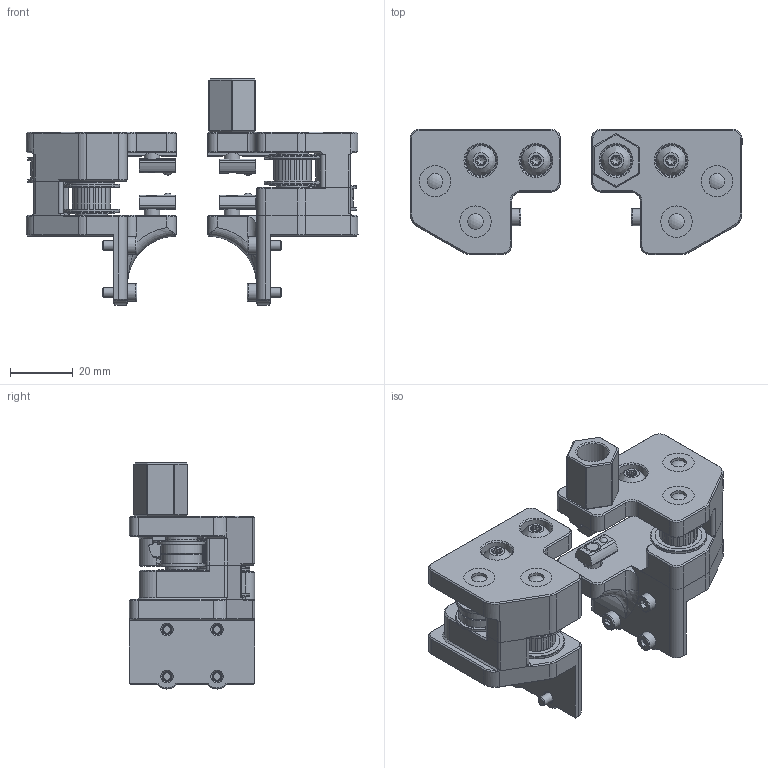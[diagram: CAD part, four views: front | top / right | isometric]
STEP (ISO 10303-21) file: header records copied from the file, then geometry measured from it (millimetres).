
FILE_DESCRIPTION(/* description */ (''),/* implementation_level */ '2;1');
FILE_NAME(/* name */ 'xy_joint_V4_5mm_pin v2.step',/* time_stamp */ '2021-03-25T14:33:08-07:00',/* author */ (''),/* organization */ (''),/* preprocessor_version */ 'ST-DEVELOPER v18.1',/* originating_system */ 'Autodesk Translation Framework v9.10.0.1330',/* authorisation */ '');
FILE_SCHEMA (('AUTOMOTIVE_DESIGN { 1 0 10303 214 3 1 1 }'));
Length unit declared in the file: millimetre
Products named in the file (35): xy_joint_V4_5mm_pin; ass-xy-join-left_v4_no_nuts <1>; xy-join_left_top_v4_not_nut; xy-join_left_bottom_v4_not_nut; ass_M5x10_plus_nut <2>; ass_m5x10_nut <1>; ass_M5x10_plus_nut <1>; ass_m5x10_nut <1> (1); ass_M5x10_plus_nut <3>; ass_m5x10_nut <1> (2); xy-join_left_middle_v4_not_nut; as_idler_left_v4 <1>; ass-xy-join-right_v4_no_nuts <1>; xy-join_right_bottom_v4_not_nut; ass_M5x10_plus_nut <2> (1); ass_m5x10_nut <1> (3); xy-join_endstop_block_v4; ass_M5x20_plus_nut <1>; M5x20; xy-join_right_top_v4_not_nut; xy-join_right_middle_v4_not_nut; ass_M5x10_plus_nut <1> (1); ass_m5x10_nut <1> (4); ISO 7380-1 M5x10; M5-T-Nut; as_idler_left_v4 <1> (1); 2GT 6MM Toothed Idler v1; Powge - 2GT-20T-idler; DIN 988 5x10x0.5 Shim Ring; DIN 912 M3x20; DIN 912 M3x8; M2x12 self tapping screw for plastic; F695-2RS; DIN 988 5x10x1 Shim Ring; 91595A376_32mm_METRIC ALLOY STEEL DOWEL PIN
Assembly tree (72 placements, depth 5):
  xy_joint_V4_5mm_pin
    ass-xy-join-left_v4_no_nuts <1>
      M2x12 self tapping screw for plastic
      xy-join_left_top_v4_not_nut
      xy-join_left_bottom_v4_not_nut
      ass_M5x10_plus_nut <2>
        ass_m5x10_nut <1>
          ISO 7380-1 M5x10
          M5-T-Nut
      DIN 912 M3x8  x4
      F695-2RS  x2
      DIN 912 M3x20
      DIN 988 5x10x1 Shim Ring  x2
      DIN 988 5x10x0.5 Shim Ring
      ass_M5x10_plus_nut <1>
        ass_m5x10_nut <1> (1)
          M5-T-Nut
          ISO 7380-1 M5x10
      ass_M5x10_plus_nut <3>
        ass_m5x10_nut <1> (2)
          ISO 7380-1 M5x10
          M5-T-Nut
      xy-join_left_middle_v4_not_nut
      as_idler_left_v4 <1>
        2GT 6MM Toothed Idler v1
        Powge - 2GT-20T-idler
        DIN 988 5x10x1 Shim Ring  x2
        DIN 988 5x10x0.5 Shim Ring  x2
      91595A376_32mm_METRIC ALLOY STEEL DOWEL PIN  x2
    ass-xy-join-right_v4_no_nuts <1>
      xy-join_right_bottom_v4_not_nut
      ass_M5x10_plus_nut <2> (1)
        ass_m5x10_nut <1> (3)
          ISO 7380-1 M5x10
          M5-T-Nut
      xy-join_endstop_block_v4
      ass_M5x20_plus_nut <1>
        M5x20
        M5-T-Nut
      xy-join_right_top_v4_not_nut
      xy-join_right_middle_v4_not_nut
      ass_M5x10_plus_nut <1> (1)
        ass_m5x10_nut <1> (4)
          ISO 7380-1 M5x10
          M5-T-Nut
      as_idler_left_v4 <1> (1)
        2GT 6MM Toothed Idler v1
        DIN 988 5x10x1 Shim Ring  x2
        DIN 988 5x10x0.5 Shim Ring  x2
        Powge - 2GT-20T-idler
      DIN 988 5x10x0.5 Shim Ring
      DIN 912 M3x8  x4
      DIN 912 M3x20
      F695-2RS  x2
      M2x12 self tapping screw for plastic
      DIN 988 5x10x1 Shim Ring  x2
      91595A376_32mm_METRIC ALLOY STEEL DOWEL PIN  x2
Bounding box: 106 x 40 x 72.2 mm (x, y, z)
Volume: 73516.6 mm3; surface area: 46759.7 mm2
Topology: 57 solids, 57 shells, 1562 faces, 3610 edges, 2237 vertices
Faces by surface type: plane 668, cylinder 496, cone 318, torus 42, bspline 20, sphere 18
Full cylindrical faces by diameter (mm): 1.754 x2, 1.9 x2, 2 x2, 2.4 x2, 2.9 x2, 3 x10, 3.2 x8, 3.3 x4, 3.6 x2, 4.134 x6, 5 x36, 5.2 x1, 5.3 x3, 5.35 x6, 5.5 x10, 5.8 x6, 6 x4, 6.5 x8, 7 x2, 8.2 x4, 9 x5, 10 x22, 11.5 x8, 12.15 x2, 13 x4, 15 x8, 18 x4
Entity records: 30896 total; most frequent: CARTESIAN_POINT 8804, DIRECTION 4748, ORIENTED_EDGE 4192, EDGE_CURVE 2096, AXIS2_PLACEMENT_3D 1824, VERTEX_POINT 1282, LINE 1100, VECTOR 1100
